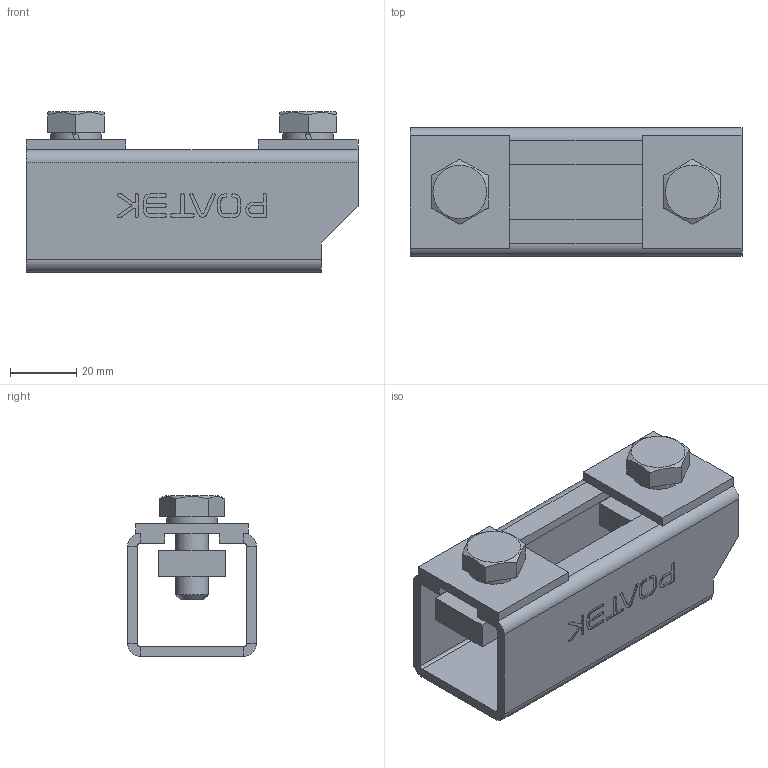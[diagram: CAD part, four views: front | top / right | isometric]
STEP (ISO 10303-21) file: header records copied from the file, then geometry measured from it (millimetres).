
FILE_DESCRIPTION(('STEP AP203'), '1');
FILE_NAME('ÐË256.RC30 Äåðæàòåëü RC30 ïðèâàðíîé', '', ('UNSPECIFIED'), ('UNSPECIFIED'), 'ASCON STEP Converter 1.3', 'ASCON Math Kernel', '');
FILE_SCHEMA(('CONFIG_CONTROL_DESIGN'));
Length unit declared in the file: millimetre
Products named in the file (1): 256.RC30
Bounding box: 100 x 38.8 x 48.4 mm (x, y, z)
Volume: 55097.2 mm3; surface area: 33225.8 mm2
Topology: 1 solids, 1 shells, 227 faces, 598 edges, 382 vertices
Faces by surface type: plane 146, cylinder 75, cone 4, torus 2
Full cylindrical faces by diameter (mm): 10 x4, 11 x2
Entity records: 9301 total; most frequent: CARTESIAN_POINT 1788, DIRECTION 1180, ORIENTED_EDGE 1172, EDGE_CURVE 586, LINE 400, VECTOR 400, AXIS2_PLACEMENT_3D 390, VERTEX_POINT 382
